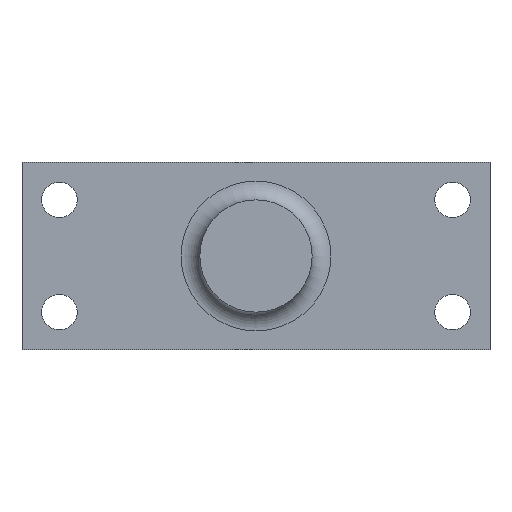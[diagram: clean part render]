
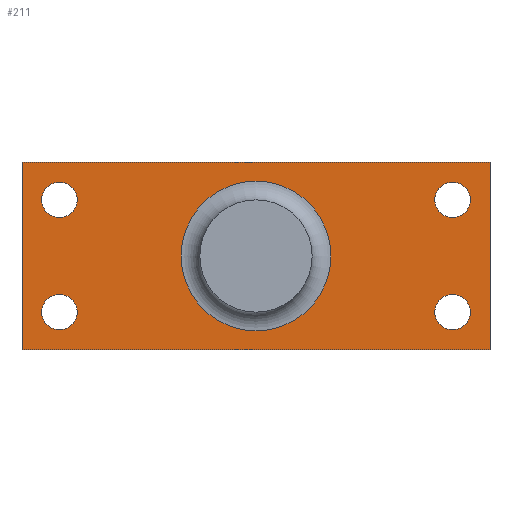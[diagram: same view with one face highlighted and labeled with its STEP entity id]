
A CAD part, left-side view. The second image highlights one B-rep face of the part: STEP entity #211.
In plain terms, the highlighted planar face has unit normal (-1, 0, 0).
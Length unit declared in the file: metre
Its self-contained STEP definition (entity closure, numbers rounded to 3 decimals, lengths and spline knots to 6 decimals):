
#13=LINE('',#324,#25);
#17=LINE('',#333,#29);
#20=LINE('',#339,#32);
#23=LINE('',#345,#35);
#25=VECTOR('',#266,1.);
#29=VECTOR('',#272,1.);
#32=VECTOR('',#277,1.);
#35=VECTOR('',#282,1.);
#43=PLANE('',#243);
#71=ORIENTED_EDGE('',*,*,#108,.F.);
#72=ORIENTED_EDGE('',*,*,#109,.F.);
#73=ORIENTED_EDGE('',*,*,#110,.F.);
#74=ORIENTED_EDGE('',*,*,#111,.F.);
#75=ORIENTED_EDGE('',*,*,#112,.T.);
#76=ORIENTED_EDGE('',*,*,#92,.T.);
#77=ORIENTED_EDGE('',*,*,#102,.T.);
#78=ORIENTED_EDGE('',*,*,#99,.F.);
#79=ORIENTED_EDGE('',*,*,#96,.F.);
#92=EDGE_CURVE('',#115,#116,#13,.T.);
#96=EDGE_CURVE('',#115,#119,#17,.T.);
#99=EDGE_CURVE('',#119,#121,#20,.T.);
#102=EDGE_CURVE('',#116,#121,#23,.T.);
#108=EDGE_CURVE('',#127,#127,#138,.T.);
#109=EDGE_CURVE('',#128,#128,#139,.T.);
#110=EDGE_CURVE('',#129,#129,#140,.T.);
#111=EDGE_CURVE('',#130,#130,#141,.T.);
#112=EDGE_CURVE('',#131,#131,#142,.T.);
#115=VERTEX_POINT('',#325);
#116=VERTEX_POINT('',#326);
#119=VERTEX_POINT('',#334);
#121=VERTEX_POINT('',#340);
#127=VERTEX_POINT('',#358);
#128=VERTEX_POINT('',#360);
#129=VERTEX_POINT('',#362);
#130=VERTEX_POINT('',#364);
#131=VERTEX_POINT('',#366);
#138=CIRCLE('',#244,0.0019);
#139=CIRCLE('',#245,0.0019);
#140=CIRCLE('',#246,0.0019);
#141=CIRCLE('',#247,0.0019);
#142=CIRCLE('',#248,0.008);
#155=EDGE_LOOP('',(#71));
#156=EDGE_LOOP('',(#72));
#157=EDGE_LOOP('',(#73));
#158=EDGE_LOOP('',(#74));
#159=EDGE_LOOP('',(#75));
#160=EDGE_LOOP('',(#76,#77,#78,#79));
#183=FACE_BOUND('',#155,.T.);
#184=FACE_BOUND('',#156,.T.);
#185=FACE_BOUND('',#157,.T.);
#186=FACE_BOUND('',#158,.T.);
#187=FACE_BOUND('',#159,.T.);
#188=FACE_BOUND('',#160,.T.);
#211=ADVANCED_FACE('',(#183,#184,#185,#186,#187,#188),#43,.F.);
#243=AXIS2_PLACEMENT_3D('',#356,#294,#295);
#244=AXIS2_PLACEMENT_3D('',#357,#296,#297);
#245=AXIS2_PLACEMENT_3D('',#359,#298,#299);
#246=AXIS2_PLACEMENT_3D('',#361,#300,#301);
#247=AXIS2_PLACEMENT_3D('',#363,#302,#303);
#248=AXIS2_PLACEMENT_3D('',#365,#304,#305);
#266=DIRECTION('',(0.,0.,-1.));
#272=DIRECTION('',(0.,-1.,0.));
#277=DIRECTION('',(0.,0.,-1.));
#282=DIRECTION('',(0.,-1.,0.));
#294=DIRECTION('',(1.,0.,0.));
#295=DIRECTION('',(0.,1.,0.));
#296=DIRECTION('',(-1.,0.,0.));
#297=DIRECTION('',(0.,0.,1.));
#298=DIRECTION('',(-1.,0.,0.));
#299=DIRECTION('',(0.,0.,1.));
#300=DIRECTION('',(-1.,0.,0.));
#301=DIRECTION('',(0.,0.,1.));
#302=DIRECTION('',(-1.,0.,0.));
#303=DIRECTION('',(0.,0.,1.));
#304=DIRECTION('',(1.,0.,0.));
#305=DIRECTION('',(0.,0.,-1.));
#324=CARTESIAN_POINT('',(0.088,0.089569,0.005));
#325=CARTESIAN_POINT('',(0.088,0.089569,0.015));
#326=CARTESIAN_POINT('',(0.088,0.089569,-0.005));
#333=CARTESIAN_POINT('',(0.088,0.064569,0.015));
#334=CARTESIAN_POINT('',(0.088,0.039569,0.015));
#339=CARTESIAN_POINT('',(0.088,0.039569,0.005));
#340=CARTESIAN_POINT('',(0.088,0.039569,-0.005));
#345=CARTESIAN_POINT('',(0.088,0.064569,-0.005));
#356=CARTESIAN_POINT('',(0.088,0.064569,0.005));
#357=CARTESIAN_POINT('',(0.088,0.043569,0.011));
#358=CARTESIAN_POINT('',(0.088,0.043569,0.0129));
#359=CARTESIAN_POINT('',(0.088,0.043569,-0.001));
#360=CARTESIAN_POINT('',(0.088,0.043569,0.0009));
#361=CARTESIAN_POINT('',(0.088,0.085569,-0.001));
#362=CARTESIAN_POINT('',(0.088,0.085569,0.0009));
#363=CARTESIAN_POINT('',(0.088,0.085569,0.011));
#364=CARTESIAN_POINT('',(0.088,0.085569,0.0129));
#365=CARTESIAN_POINT('',(0.088,0.064569,0.005));
#366=CARTESIAN_POINT('',(0.088,0.064569,-0.003));
